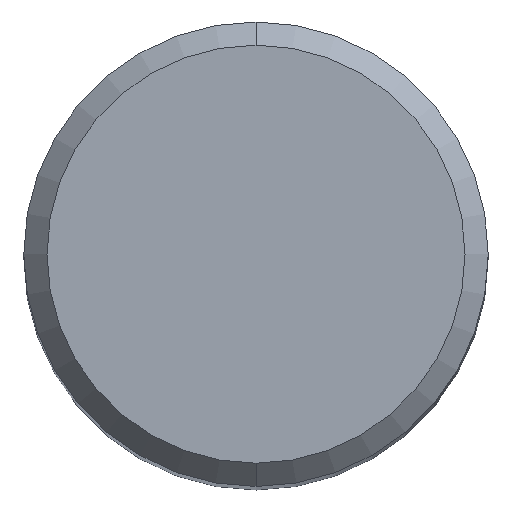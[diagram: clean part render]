
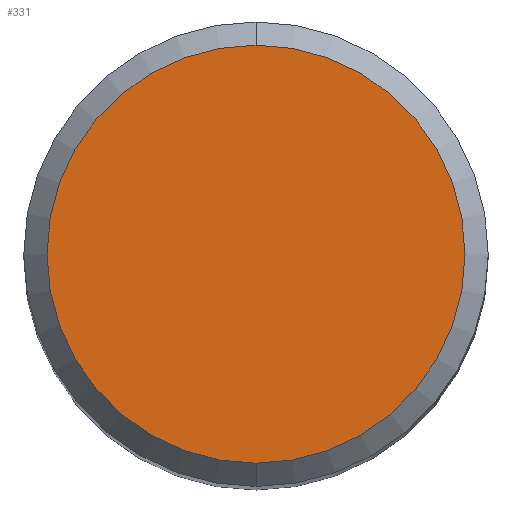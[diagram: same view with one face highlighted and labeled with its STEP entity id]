
A CAD part, top view. The second image highlights one B-rep face of the part: STEP entity #331.
In plain terms, the highlighted planar face has unit normal (0, 0, 1).
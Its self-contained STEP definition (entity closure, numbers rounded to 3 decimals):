
#303=VERTEX_POINT('',#623);
#323=VERTEX_POINT('',#645);
#325=EDGE_CURVE('',#303,#323,#647,.T.);
#327=EDGE_CURVE('',#323,#303,#649,.T.);
#331=ADVANCED_FACE('',(#653),#654,.T.);
#623=CARTESIAN_POINT('',(0.,-5.4,0.0));
#645=CARTESIAN_POINT('',(0.0,5.4,0.0));
#647=CIRCLE('',#1111,5.4);
#649=CIRCLE('',#1114,5.4);
#653=FACE_OUTER_BOUND('',#1118,.T.);
#654=PLANE('',#1119);
#1111=AXIS2_PLACEMENT_3D('',#1688,#1689,#1690);
#1114=AXIS2_PLACEMENT_3D('',#1691,#1692,#1693);
#1118=EDGE_LOOP('',(#1695,#1696));
#1119=AXIS2_PLACEMENT_3D('',#1697,#1698,#1699);
#1688=CARTESIAN_POINT('',(0.0,0.0,0.0));
#1689=DIRECTION('',(0.0,0.0,-1.0));
#1690=DIRECTION('',(0.0,1.0,0.0));
#1691=CARTESIAN_POINT('',(0.0,0.0,0.0));
#1692=DIRECTION('',(0.0,0.0,-1.0));
#1693=DIRECTION('',(0.0,1.0,0.0));
#1695=ORIENTED_EDGE('',*,*,#327,.F.);
#1696=ORIENTED_EDGE('',*,*,#325,.F.);
#1697=CARTESIAN_POINT('',(0.0,2.7,0.0));
#1698=DIRECTION('',(-0.0,0.0,1.0));
#1699=DIRECTION('',(0.0,-1.0,0.0));
